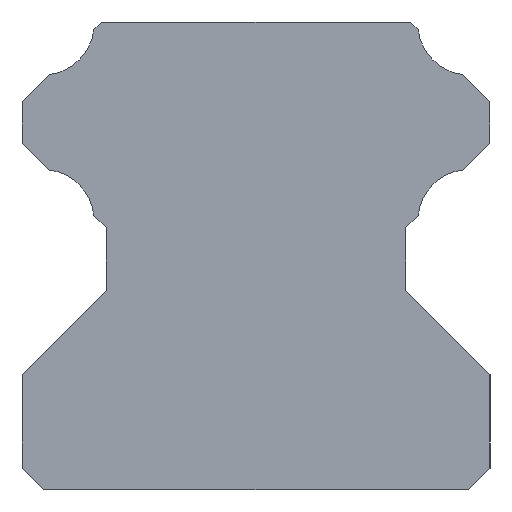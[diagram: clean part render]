
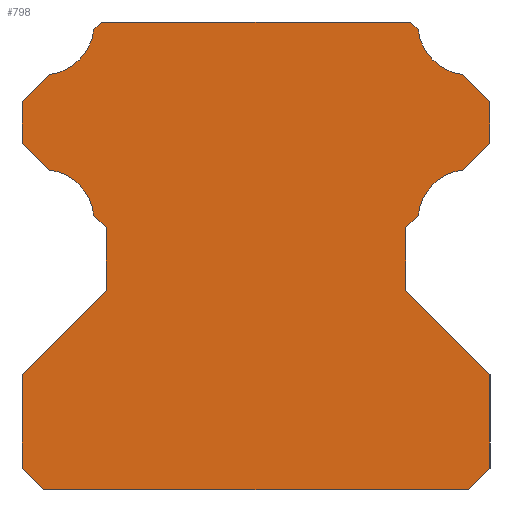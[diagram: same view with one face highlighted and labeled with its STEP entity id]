
A CAD part, left-side view. The second image highlights one B-rep face of the part: STEP entity #798.
In plain terms, the highlighted planar face has unit normal (-1, 0, 0).
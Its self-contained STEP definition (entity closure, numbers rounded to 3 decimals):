
#11=CARTESIAN_POINT('POINT3',(-20.,-7.5,
   3.699));
#12=VERTEX_POINT('VERTEX3',#11);
#19=CARTESIAN_POINT('POINT4',(-20.,-7.5,0.7)
   );
#20=VERTEX_POINT('VERTEX4',#19);
#21=CARTESIAN_POINT('POS3',(-20.,-7.5,0.7));
#22=DIRECTION('DIR3',(0.,0.,1.));
#23=VECTOR('VEC3',#22,1.);
#24=LINE('STRAIGHT3',#21,#23);
#25=EDGE_CURVE('EDGE3',#20,#12,#24,.T.);
#49=CARTESIAN_POINT('POINT6',(-20.,-4.8,
   6.4));
#50=VERTEX_POINT('VERTEX6',#49);
#57=CARTESIAN_POINT('POS8',(-20.,-7.5,
   3.699));
#58=DIRECTION('DIR9',(0.,0.707,
   0.707));
#59=VECTOR('VEC7',#58,1.);
#60=LINE('STRAIGHT7',#57,#59);
#61=EDGE_CURVE('EDGE7',#12,#50,#60,.T.);
#80=CARTESIAN_POINT('POINT8',(-20.,-4.8,
   8.409));
#81=VERTEX_POINT('VERTEX8',#80);
#88=CARTESIAN_POINT('POS12',(-20.,-4.8,
   6.4));
#89=DIRECTION('DIR14',(0.,0.,1.));
#90=VECTOR('VEC10',#89,1.);
#91=LINE('STRAIGHT10',#88,#90);
#92=EDGE_CURVE('EDGE10',#50,#81,#91,.T.);
#111=CARTESIAN_POINT('POINT10',(-20.,-5.201,
   8.81));
#112=VERTEX_POINT('VERTEX10',#111);
#119=CARTESIAN_POINT('POS16',(-20.,-4.8,
   8.409));
#120=DIRECTION('DIR19',(0.,-0.707,
   0.707));
#121=VECTOR('VEC13',#120,1.);
#122=LINE('STRAIGHT13',#119,#121);
#123=EDGE_CURVE('EDGE13',#81,#112,#122,.T.);
#143=CARTESIAN_POINT('POINT12',(-20.,-6.648,
   10.257));
#144=VERTEX_POINT('VERTEX12',#143);
#151=CARTESIAN_POINT('POS20',(-20.,-6.822,
   8.637));
#152=DIRECTION('DIR25',(1.,0.,0.));
#153=DIRECTION('DIR26',(0.,0.994,
   0.106));
#154=AXIS2_PLACEMENT_3D('AXIS6',#151,#152,#153);
#155=CIRCLE('ELLIPSE2',#154,1.63);
#156=EDGE_CURVE('EDGE16',#112,#144,#155,.T.);
#175=CARTESIAN_POINT('POINT14',(-20.,-7.5,
   11.109));
#176=VERTEX_POINT('VERTEX14',#175);
#183=CARTESIAN_POINT('POS24',(-20.,-6.648,
   10.257));
#184=DIRECTION('DIR31',(0.,-0.707,
   0.707));
#185=VECTOR('VEC17',#184,1.);
#186=LINE('STRAIGHT17',#183,#185);
#187=EDGE_CURVE('EDGE19',#144,#176,#186,.T.);
#206=CARTESIAN_POINT('POINT16',(-20.,-7.5,
   12.449));
#207=VERTEX_POINT('VERTEX16',#206);
#214=CARTESIAN_POINT('POS28',(-20.,-7.5,
   11.109));
#215=DIRECTION('DIR36',(0.,0.,1.));
#216=VECTOR('VEC20',#215,1.);
#217=LINE('STRAIGHT20',#214,#216);
#218=EDGE_CURVE('EDGE22',#176,#207,#217,.T.);
#237=CARTESIAN_POINT('POINT18',(-20.,-6.634,
   13.315));
#238=VERTEX_POINT('VERTEX18',#237);
#245=CARTESIAN_POINT('POS32',(-20.,-7.5,
   12.449));
#246=DIRECTION('DIR41',(0.,0.707,
   0.707));
#247=VECTOR('VEC23',#246,1.);
#248=LINE('STRAIGHT23',#245,#247);
#249=EDGE_CURVE('EDGE25',#207,#238,#248,.T.);
#269=CARTESIAN_POINT('POINT20',(-20.,-5.202,
   14.747));
#270=VERTEX_POINT('VERTEX20',#269);
#277=CARTESIAN_POINT('POS36',(-20.,-6.822,
   14.934));
#278=DIRECTION('DIR47',(1.,0.,0.));
#279=DIRECTION('DIR48',(0.,0.115,
   -0.993));
#280=AXIS2_PLACEMENT_3D('AXIS12',#277,#278,#279);
#281=CIRCLE('ELLIPSE4',#280,1.63);
#282=EDGE_CURVE('EDGE28',#238,#270,#281,.T.);
#304=CARTESIAN_POINT('POINT23',(-20.,6.634,
   13.315));
#305=VERTEX_POINT('VERTEX23',#304);
#312=CARTESIAN_POINT('POINT24',(-20.,5.202,
   14.747));
#313=VERTEX_POINT('VERTEX24',#312);
#314=CARTESIAN_POINT('POS40',(-20.,6.822,
   14.934));
#315=DIRECTION('DIR54',(1.,0.,0.));
#316=DIRECTION('DIR55',(0.,-0.993,
   -0.115));
#317=AXIS2_PLACEMENT_3D('AXIS15',#314,#315,#316);
#318=CIRCLE('ELLIPSE6',#317,1.63);
#319=EDGE_CURVE('EDGE31',#313,#305,#318,.T.);
#343=CARTESIAN_POINT('POINT26',(-20.,7.5,
   12.449));
#344=VERTEX_POINT('VERTEX26',#343);
#351=CARTESIAN_POINT('POS45',(-20.,6.634,
   13.315));
#352=DIRECTION('DIR61',(0.,0.707,
   -0.707));
#353=VECTOR('VEC29',#352,1.);
#354=LINE('STRAIGHT29',#351,#353);
#355=EDGE_CURVE('EDGE35',#305,#344,#354,.T.);
#374=CARTESIAN_POINT('POINT28',(-20.,7.5,
   11.109));
#375=VERTEX_POINT('VERTEX28',#374);
#382=CARTESIAN_POINT('POS49',(-20.,7.5,
   12.449));
#383=DIRECTION('DIR66',(0.,0.,-1.));
#384=VECTOR('VEC32',#383,1.);
#385=LINE('STRAIGHT32',#382,#384);
#386=EDGE_CURVE('EDGE38',#344,#375,#385,.T.);
#405=CARTESIAN_POINT('POINT30',(-20.,6.648,
   10.257));
#406=VERTEX_POINT('VERTEX30',#405);
#413=CARTESIAN_POINT('POS53',(-20.,7.5,
   11.109));
#414=DIRECTION('DIR71',(0.,-0.707,
   -0.707));
#415=VECTOR('VEC35',#414,1.);
#416=LINE('STRAIGHT35',#413,#415);
#417=EDGE_CURVE('EDGE41',#375,#406,#416,.T.);
#437=CARTESIAN_POINT('POINT32',(-20.,5.201,
   8.81));
#438=VERTEX_POINT('VERTEX32',#437);
#445=CARTESIAN_POINT('POS57',(-20.,6.822,
   8.637));
#446=DIRECTION('DIR77',(1.,0.,0.));
#447=DIRECTION('DIR78',(0.,-0.106,
   0.994));
#448=AXIS2_PLACEMENT_3D('AXIS21',#445,#446,#447);
#449=CIRCLE('ELLIPSE8',#448,1.63);
#450=EDGE_CURVE('EDGE44',#406,#438,#449,.T.);
#469=CARTESIAN_POINT('POINT34',(-20.,4.8,
   8.409));
#470=VERTEX_POINT('VERTEX34',#469);
#477=CARTESIAN_POINT('POS61',(-20.,5.201,
   8.81));
#478=DIRECTION('DIR83',(0.,-0.707,
   -0.707));
#479=VECTOR('VEC39',#478,1.);
#480=LINE('STRAIGHT39',#477,#479);
#481=EDGE_CURVE('EDGE47',#438,#470,#480,.T.);
#500=CARTESIAN_POINT('POINT36',(-20.,4.8,
   6.4));
#501=VERTEX_POINT('VERTEX36',#500);
#508=CARTESIAN_POINT('POS65',(-20.,4.8,
   8.409));
#509=DIRECTION('DIR88',(0.,0.,-1.));
#510=VECTOR('VEC42',#509,1.);
#511=LINE('STRAIGHT42',#508,#510);
#512=EDGE_CURVE('EDGE50',#470,#501,#511,.T.);
#531=CARTESIAN_POINT('POINT38',(-20.,7.5,
   3.699));
#532=VERTEX_POINT('VERTEX38',#531);
#539=CARTESIAN_POINT('POS69',(-20.,4.8,
   6.4));
#540=DIRECTION('DIR93',(0.,0.707,
   -0.707));
#541=VECTOR('VEC45',#540,1.);
#542=LINE('STRAIGHT45',#539,#541);
#543=EDGE_CURVE('EDGE53',#501,#532,#542,.T.);
#562=CARTESIAN_POINT('POINT40',(-20.,7.5,
   0.7));
#563=VERTEX_POINT('VERTEX40',#562);
#570=CARTESIAN_POINT('POS73',(-20.,7.5,
   3.699));
#571=DIRECTION('DIR98',(0.,0.,-1.));
#572=VECTOR('VEC48',#571,1.);
#573=LINE('STRAIGHT48',#570,#572);
#574=EDGE_CURVE('EDGE56',#532,#563,#573,.T.);
#593=CARTESIAN_POINT('POINT42',(-20.,6.8,
   0.));
#594=VERTEX_POINT('VERTEX42',#593);
#601=CARTESIAN_POINT('POS77',(-20.,7.5,
   0.7));
#602=DIRECTION('DIR103',(0.,-0.707,
   -0.707));
#603=VECTOR('VEC51',#602,1.);
#604=LINE('STRAIGHT51',#601,#603);
#605=EDGE_CURVE('EDGE59',#563,#594,#604,.T.);
#639=CARTESIAN_POINT('POINT46',(-20.,-6.8,
   0.));
#640=VERTEX_POINT('VERTEX46',#639);
#647=CARTESIAN_POINT('POS82',(-20.,6.8,
   0.));
#648=DIRECTION('DIR110',(0.,-1.,0.));
#649=VECTOR('VEC54',#648,1.);
#650=LINE('STRAIGHT54',#647,#649);
#651=EDGE_CURVE('EDGE64',#594,#640,#650,.T.);
#669=CARTESIAN_POINT('POS85',(-20.,-6.8,
   0.));
#670=DIRECTION('DIR114',(0.,-0.707,
   0.707));
#671=VECTOR('VEC56',#670,1.);
#672=LINE('STRAIGHT56',#669,#671);
#673=EDGE_CURVE('EDGE66',#640,#20,#672,.T.);
#732=CARTESIAN_POINT('POINT50',(-20.,-4.949,
   15.));
#733=VERTEX_POINT('VERTEX50',#732);
#740=CARTESIAN_POINT('POS93',(-20.,-5.202,
   14.747));
#741=DIRECTION('DIR125',(0.,0.707,
   0.707));
#742=VECTOR('VEC61',#741,1.);
#743=LINE('STRAIGHT61',#740,#742);
#744=EDGE_CURVE('EDGE73',#270,#733,#743,.T.);
#755=ORIENTED_EDGE('COEDGE99',*,*,#651,.T.);
#756=ORIENTED_EDGE('COEDGE100',*,*,#673,.T.);
#757=ORIENTED_EDGE('COEDGE101',*,*,#25,.T.);
#758=ORIENTED_EDGE('COEDGE102',*,*,#61,.T.);
#759=ORIENTED_EDGE('COEDGE103',*,*,#92,.T.);
#760=ORIENTED_EDGE('COEDGE104',*,*,#123,.T.);
#761=ORIENTED_EDGE('COEDGE105',*,*,#156,.T.);
#762=ORIENTED_EDGE('COEDGE106',*,*,#187,.T.);
#763=ORIENTED_EDGE('COEDGE107',*,*,#218,.T.);
#764=ORIENTED_EDGE('COEDGE108',*,*,#249,.T.);
#765=ORIENTED_EDGE('COEDGE109',*,*,#282,.T.);
#766=ORIENTED_EDGE('COEDGE110',*,*,#744,.T.);
#767=CARTESIAN_POINT('POINT51',(-20.,4.949,
   15.));
#768=VERTEX_POINT('VERTEX51',#767);
#769=CARTESIAN_POINT('POS95',(-20.,-4.949,
   15.));
#770=DIRECTION('DIR128',(0.,1.,0.));
#771=VECTOR('VEC62',#770,1.);
#772=LINE('STRAIGHT62',#769,#771);
#773=EDGE_CURVE('EDGE74',#733,#768,#772,.T.);
#774=ORIENTED_EDGE('COEDGE111',*,*,#773,.T.);
#775=CARTESIAN_POINT('POS96',(-20.,4.949,
   15.));
#776=DIRECTION('DIR129',(0.,0.707,
   -0.707));
#777=VECTOR('VEC63',#776,1.);
#778=LINE('STRAIGHT63',#775,#777);
#779=EDGE_CURVE('EDGE75',#768,#313,#778,.T.);
#780=ORIENTED_EDGE('COEDGE112',*,*,#779,.T.);
#781=ORIENTED_EDGE('COEDGE113',*,*,#319,.T.);
#782=ORIENTED_EDGE('COEDGE114',*,*,#355,.T.);
#783=ORIENTED_EDGE('COEDGE115',*,*,#386,.T.);
#784=ORIENTED_EDGE('COEDGE116',*,*,#417,.T.);
#785=ORIENTED_EDGE('COEDGE117',*,*,#450,.T.);
#786=ORIENTED_EDGE('COEDGE118',*,*,#481,.T.);
#787=ORIENTED_EDGE('COEDGE119',*,*,#512,.T.);
#788=ORIENTED_EDGE('COEDGE120',*,*,#543,.T.);
#789=ORIENTED_EDGE('COEDGE121',*,*,#574,.T.);
#790=ORIENTED_EDGE('COEDGE122',*,*,#605,.T.);
#791=EDGE_LOOP('NONE',(#755,#756,#757,#758,#759,#760,#761,#762,#763,#764
   ,#765,#766,#774,#780,#781,#782,#783,#784,#785,#786,#787,#788,#789,
   #790));
#792=FACE_BOUND('LOOP1',#791,.T.);
#793=CARTESIAN_POINT('POS97',(-20.,0.,
   7.233));
#794=DIRECTION('DIR130',(1.,0.,0.));
#795=DIRECTION('DIR131',(0.,1.,0.));
#796=AXIS2_PLACEMENT_3D('AXIS34',#793,#794,#795);
#797=PLANE('PLANE19',#796);
#798=ADVANCED_FACE('FACE25',(#792),#797,.F.);
